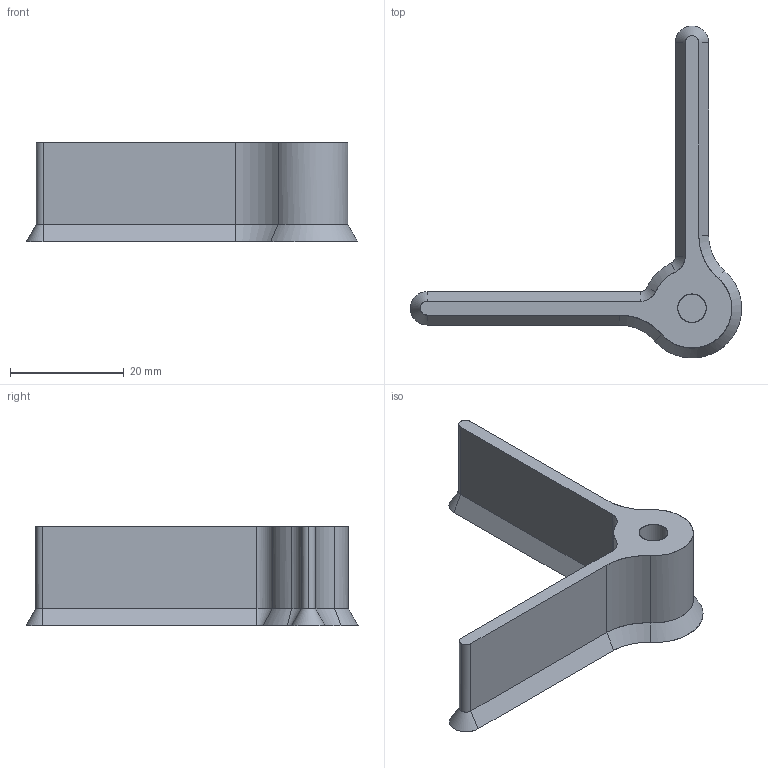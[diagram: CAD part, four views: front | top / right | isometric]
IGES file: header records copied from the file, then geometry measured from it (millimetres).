
Start section: Delcam Exchange5.8.1002
Global section: file name: piece1.igs; native system: Delcam Exchange 5.8.1002 by Delcam plc; preprocessor: Version 5.8.1002; author: DESKTOP-GV2K3FS; date: 20220720.190417; units: millimetre
Bounding box: 58.23 x 58.37 x 17.5 mm (x, y, z)
Surface area: 4955.7 mm2 (no closed solid volume)
Topology: 0 solids, 0 shells, 29 faces, 1388 edges, 1388 vertices
Faces by surface type: bspline 29
